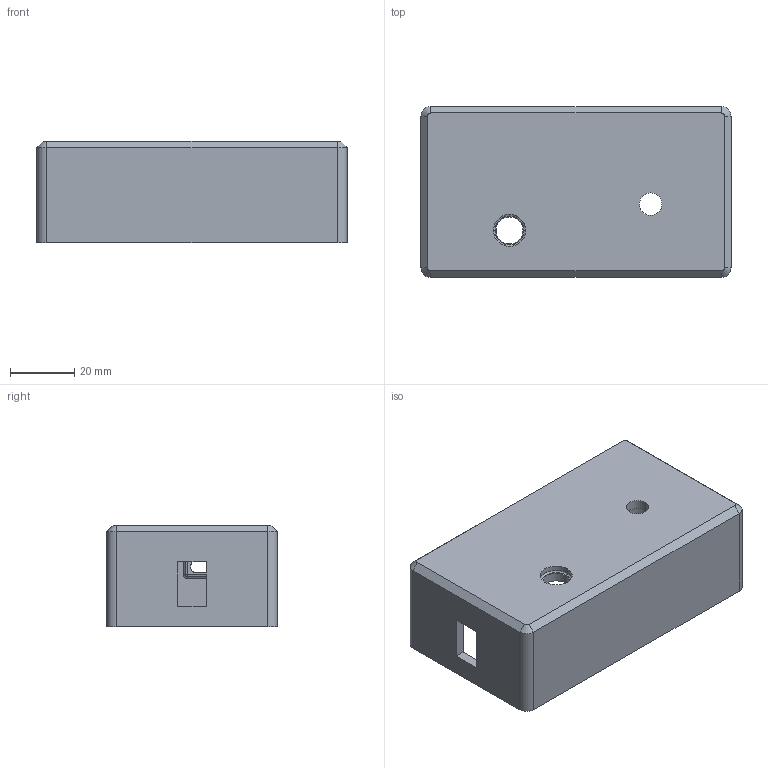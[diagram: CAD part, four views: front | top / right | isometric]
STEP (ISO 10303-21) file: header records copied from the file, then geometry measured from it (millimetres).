
FILE_DESCRIPTION (( 'STEP AP203' ), '1' );
FILE_NAME ('Base.STEP', '2021-10-28T19:01:14', ( '' ), ( '' ), 'SwSTEP 2.0', 'SolidWorks 2018', '' );
FILE_SCHEMA (( 'CONFIG_CONTROL_DESIGN' ));
Length unit declared in the file: millimetre
Products named in the file (1): Base
Bounding box: 96.25 x 53 x 31.5 mm (x, y, z)
Volume: 39890.8 mm3; surface area: 28445 mm2
Topology: 1 solids, 1 shells, 168 faces, 404 edges, 253 vertices
Faces by surface type: plane 74, cylinder 69, cone 15, torus 8, sphere 2
Entity records: 4966 total; most frequent: DIRECTION 905, CARTESIAN_POINT 825, ORIENTED_EDGE 800, EDGE_CURVE 400, AXIS2_PLACEMENT_3D 337, VERTEX_POINT 253, LINE 231, VECTOR 231
